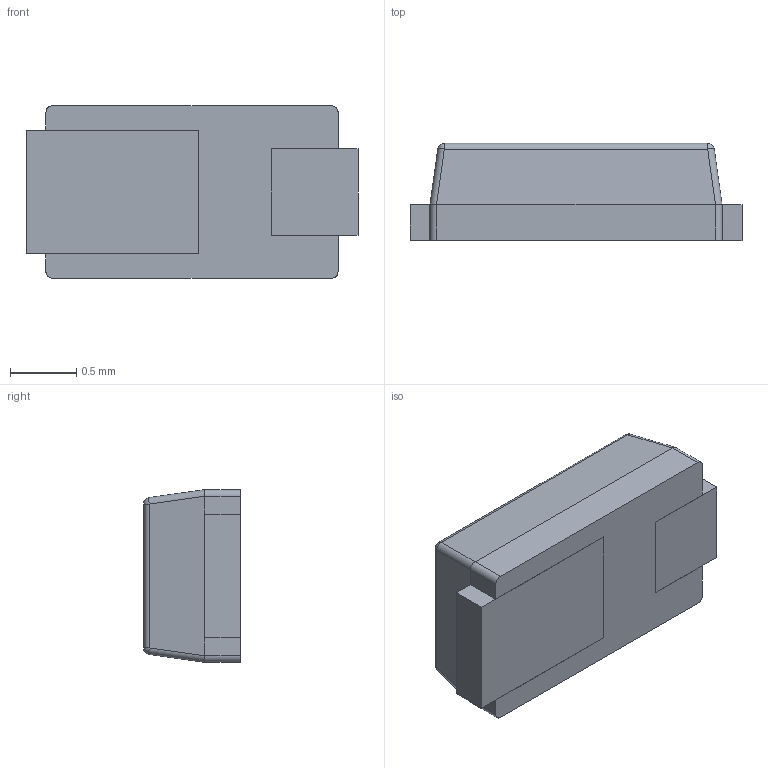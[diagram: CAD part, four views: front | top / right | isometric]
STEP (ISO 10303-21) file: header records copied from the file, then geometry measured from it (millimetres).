
FILE_DESCRIPTION (( 'STEP AP214' ), '1' );
FILE_NAME ('MSE07PJ-M3-89A.STEP', '2019-05-31T18:59:34', ( '' ), ( '' ), 'SwSTEP 2.0', 'SolidWorks 2017', '' );
FILE_SCHEMA (( 'AUTOMOTIVE_DESIGN' ));
Length unit declared in the file: millimetre
Products named in the file (1): MSE07PJ-M3-89A
Bounding box: 2.5 x 0.73 x 1.3 mm (x, y, z)
Volume: 2 mm3; surface area: 16.7 mm2
Topology: 4 solids, 4 shells, 60 faces, 140 edges, 84 vertices
Faces by surface type: plane 44, cylinder 12, sphere 4
Entity records: 1697 total; most frequent: CARTESIAN_POINT 317, ORIENTED_EDGE 272, DIRECTION 262, EDGE_CURVE 136, VECTOR 108, LINE 108, VERTEX_POINT 84, AXIS2_PLACEMENT_3D 77
